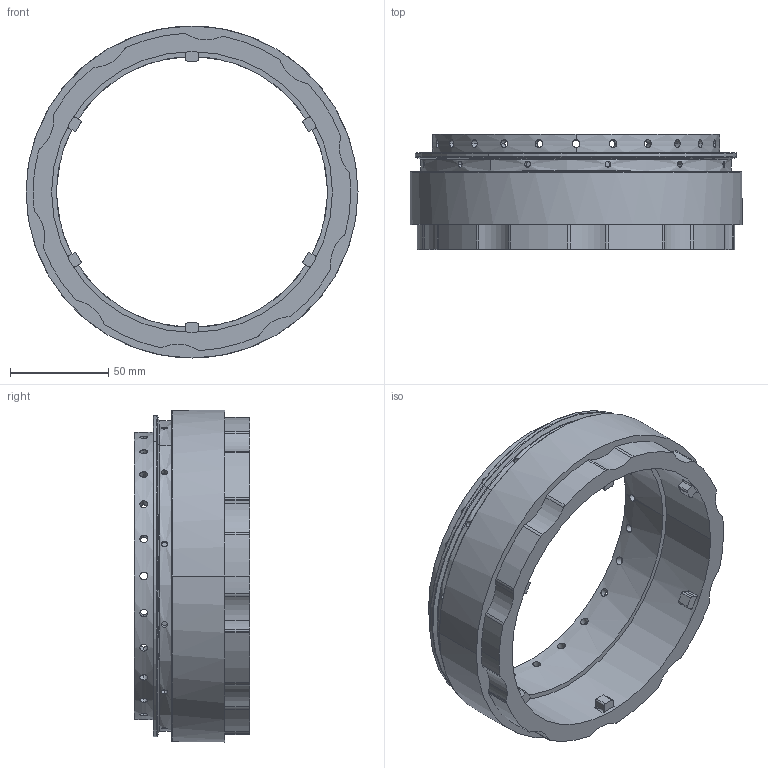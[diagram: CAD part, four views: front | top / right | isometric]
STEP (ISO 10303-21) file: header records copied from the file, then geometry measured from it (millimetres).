
FILE_DESCRIPTION (( 'STEP AP203' ), '1' );
FILE_NAME ('Bottom_ring.STEP', '2019-04-04T20:32:37', ( '' ), ( '' ), 'SwSTEP 2.0', 'SolidWorks 2018', '' );
FILE_SCHEMA (( 'CONFIG_CONTROL_DESIGN' ));
Length unit declared in the file: inch
Products named in the file (1): Bottom_ring
Bounding box: 168.91 x 58.56 x 168.91 mm (x, y, z)
Volume: 297088.1 mm3; surface area: 74790.9 mm2
Topology: 1 solids, 1 shells, 223 faces, 613 edges, 404 vertices
Faces by surface type: cylinder 169, plane 42, cone 8, torus 4
Entity records: 10922 total; most frequent: CARTESIAN_POINT 5135, ORIENTED_EDGE 1226, DIRECTION 1121, EDGE_CURVE 613, AXIS2_PLACEMENT_3D 434, VERTEX_POINT 404, EDGE_LOOP 297, LINE 253
